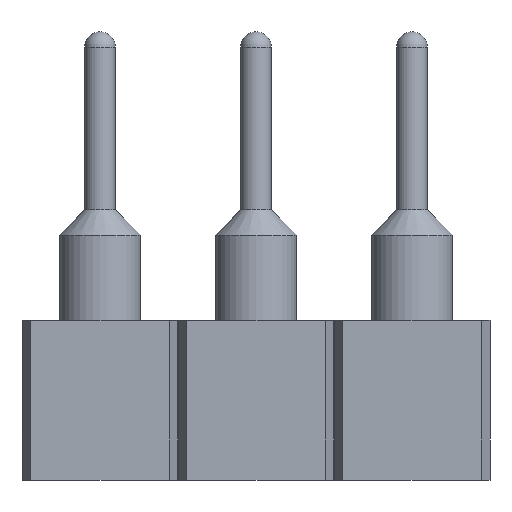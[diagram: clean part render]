
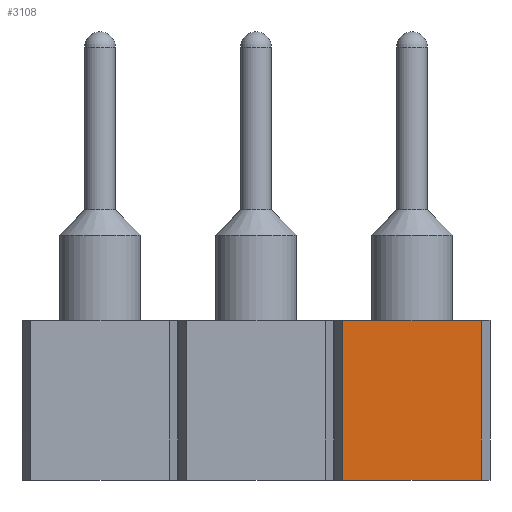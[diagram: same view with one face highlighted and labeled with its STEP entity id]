
A CAD part, front view. The second image highlights one B-rep face of the part: STEP entity #3108.
In plain terms, the highlighted planar face has unit normal (0, -1, 0).
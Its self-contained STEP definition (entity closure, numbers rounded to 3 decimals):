
#141 = EDGE_CURVE ( 'NONE', #2676, #5896, #4649, .T. ) ;
#165 = VECTOR ( 'NONE', #5999, 1000. ) ;
#376 = DIRECTION ( 'NONE',  ( 1., 0., 0. ) ) ;
#510 = VECTOR ( 'NONE', #376, 1000. ) ;
#892 = CARTESIAN_POINT ( 'NONE',  ( 21.734, -3.81, -2.6 ) ) ;
#1305 = EDGE_LOOP ( 'NONE', ( #2013, #3725, #2149, #3927 ) ) ;
#1499 = LINE ( 'NONE', #2424, #5803 ) ;
#1580 = AXIS2_PLACEMENT_3D ( 'NONE', #3919, #2477, #5800 ) ;
#2013 = ORIENTED_EDGE ( 'NONE', *, *, #2437, .F. ) ;
#2108 = CARTESIAN_POINT ( 'NONE',  ( 23.986, -3.81, -2.6 ) ) ;
#2149 = ORIENTED_EDGE ( 'NONE', *, *, #141, .T. ) ;
#2185 = CARTESIAN_POINT ( 'NONE',  ( 23.986, -3.81, 0. ) ) ;
#2384 = EDGE_CURVE ( 'NONE', #3958, #2676, #3150, .T. ) ;
#2424 = CARTESIAN_POINT ( 'NONE',  ( 21.734, -3.81, 0. ) ) ;
#2437 = EDGE_CURVE ( 'NONE', #3958, #6031, #1499, .T. ) ;
#2477 = DIRECTION ( 'NONE',  ( 0., -1., 0. ) ) ;
#2676 = VERTEX_POINT ( 'NONE', #6094 ) ;
#2858 = DIRECTION ( 'NONE',  ( 1., 0., 0. ) ) ;
#3079 = VECTOR ( 'NONE', #5066, 1000. ) ;
#3108 = ADVANCED_FACE ( 'NONE', ( #5264 ), #4304, .T. ) ;
#3150 = LINE ( 'NONE', #5028, #165 ) ;
#3224 = CARTESIAN_POINT ( 'NONE',  ( 23.986, -3.81, 0. ) ) ;
#3725 = ORIENTED_EDGE ( 'NONE', *, *, #2384, .T. ) ;
#3919 = CARTESIAN_POINT ( 'NONE',  ( 21.59, -3.81, 0. ) ) ;
#3927 = ORIENTED_EDGE ( 'NONE', *, *, #5362, .F. ) ;
#3958 = VERTEX_POINT ( 'NONE', #4491 ) ;
#4304 = PLANE ( 'NONE',  #1580 ) ;
#4491 = CARTESIAN_POINT ( 'NONE',  ( 21.734, -3.81, 0. ) ) ;
#4569 = LINE ( 'NONE', #2185, #3079 ) ;
#4649 = LINE ( 'NONE', #892, #510 ) ;
#5028 = CARTESIAN_POINT ( 'NONE',  ( 21.734, -3.81, 0. ) ) ;
#5066 = DIRECTION ( 'NONE',  ( 0., 0., -1. ) ) ;
#5264 = FACE_OUTER_BOUND ( 'NONE', #1305, .T. ) ;
#5362 = EDGE_CURVE ( 'NONE', #6031, #5896, #4569, .T. ) ;
#5800 = DIRECTION ( 'NONE',  ( 0., 0., -1. ) ) ;
#5803 = VECTOR ( 'NONE', #2858, 1000. ) ;
#5896 = VERTEX_POINT ( 'NONE', #2108 ) ;
#5999 = DIRECTION ( 'NONE',  ( 0., 0., -1. ) ) ;
#6031 = VERTEX_POINT ( 'NONE', #3224 ) ;
#6094 = CARTESIAN_POINT ( 'NONE',  ( 21.734, -3.81, -2.6 ) ) ;
